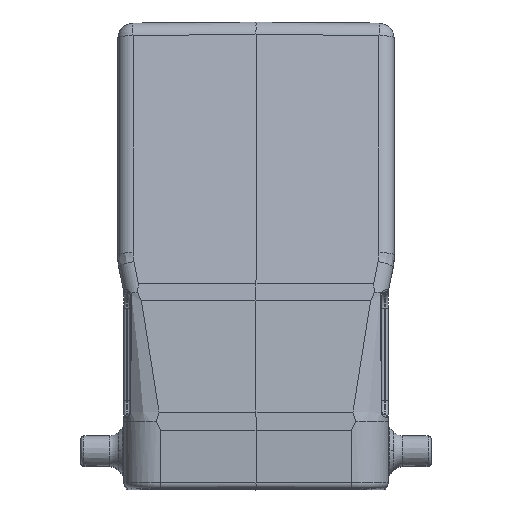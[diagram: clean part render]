
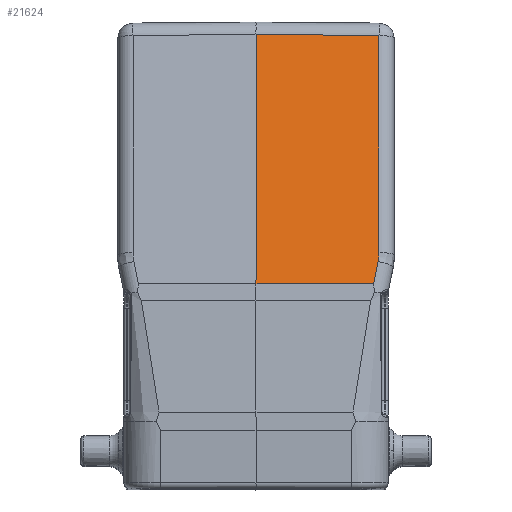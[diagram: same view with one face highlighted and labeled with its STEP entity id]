
A CAD part, top view. The second image highlights one B-rep face of the part: STEP entity #21624.
In plain terms, the highlighted planar face has unit normal (0.009, 0.19, 0.982).
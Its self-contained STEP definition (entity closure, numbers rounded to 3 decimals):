
#4340=DIRECTION('',(0.,0.982,-0.19));
#4341=VECTOR('',#4340,41.382);
#4342=CARTESIAN_POINT('',(0.,-21.241,
57.74));
#4343=LINE('',#4342,#4341);
#4344=DIRECTION('',(1.,-0.009,-0.007));
#4345=VECTOR('',#4344,20.023);
#4346=CARTESIAN_POINT('',(0.,19.39,49.891));
#4347=LINE('',#4346,#4345);
#4348=CARTESIAN_POINT('',(20.022,-16.12,56.573));
#4349=CARTESIAN_POINT('',(20.022,-16.614,56.669));
#4350=CARTESIAN_POINT('',(19.973,-17.107,56.764));
#4351=CARTESIAN_POINT('',(19.876,-17.591,56.859));
#4353=DIRECTION('',(-0.193,-0.963,0.188));
#4354=VECTOR('',#4353,3.79);
#4355=CARTESIAN_POINT('',(19.876,-17.591,56.859));
#4356=LINE('',#4355,#4354);
#4399=DIRECTION('',(1.,0.,-0.009));
#4400=VECTOR('',#4399,19.147);
#4401=CARTESIAN_POINT('',(0.,-21.241,
57.74));
#4402=LINE('',#4401,#4400);
#6431=DIRECTION('',(0.,0.982,-0.19));
#6432=VECTOR('',#6431,35.988);
#6433=CARTESIAN_POINT('',(20.022,-16.12,56.573));
#6434=LINE('',#6433,#6432);
#10231=CARTESIAN_POINT('',(19.876,-17.591,
56.859));
#10232=CARTESIAN_POINT('',(19.146,-21.241,
57.57));
#10233=VERTEX_POINT('',#10231);
#10234=VERTEX_POINT('',#10232);
#10236=CARTESIAN_POINT('',(0.,-21.241,
57.74));
#10237=CARTESIAN_POINT('',(0.,19.39,
49.891));
#10238=VERTEX_POINT('',#10236);
#10239=VERTEX_POINT('',#10237);
#10240=CARTESIAN_POINT('',(20.022,19.215,49.747));
#10241=VERTEX_POINT('',#10240);
#10242=CARTESIAN_POINT('',(20.022,-16.12,
56.573));
#10243=VERTEX_POINT('',#10242);
#21606=CARTESIAN_POINT('',(0.,-22.585,58.));
#21607=DIRECTION('',(0.009,0.19,0.982));
#21608=DIRECTION('',(0.,-0.982,0.19));
#21609=AXIS2_PLACEMENT_3D('',#21606,#21607,#21608);
#21610=PLANE('',#21609);
#21612=ORIENTED_EDGE('',*,*,#21611,.T.);
#21614=ORIENTED_EDGE('',*,*,#21613,.T.);
#21616=ORIENTED_EDGE('',*,*,#21615,.F.);
#21618=ORIENTED_EDGE('',*,*,#21617,.T.);
#21619=ORIENTED_EDGE('',*,*,#21591,.T.);
#21621=ORIENTED_EDGE('',*,*,#21620,.F.);
#21622=EDGE_LOOP('',(#21612,#21614,#21616,#21618,#21619,#21621));
#21623=FACE_OUTER_BOUND('',#21622,.F.);
#4352=B_SPLINE_CURVE_WITH_KNOTS('',3,(#4348,#4349,#4350,#4351),.UNSPECIFIED.,
.F.,.F.,(4,4),(0.,1.),.UNSPECIFIED.);
#21591=EDGE_CURVE('',#10233,#10234,#4356,.T.);
#21611=EDGE_CURVE('',#10238,#10239,#4343,.T.);
#21613=EDGE_CURVE('',#10239,#10241,#4347,.T.);
#21615=EDGE_CURVE('',#10243,#10241,#6434,.T.);
#21617=EDGE_CURVE('',#10243,#10233,#4352,.T.);
#21620=EDGE_CURVE('',#10238,#10234,#4402,.T.);
#21624=ADVANCED_FACE('',(#21623),#21610,.T.);
